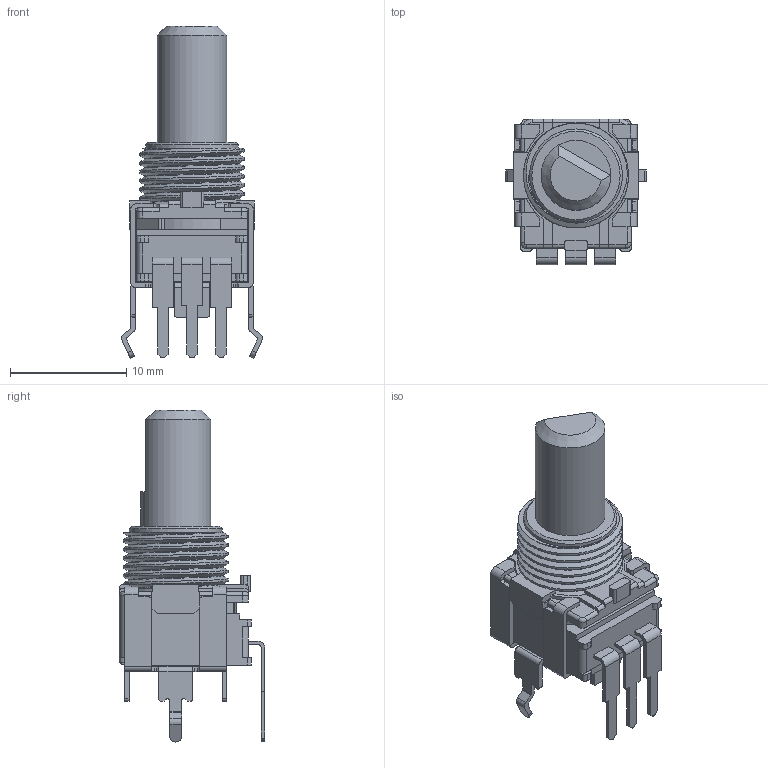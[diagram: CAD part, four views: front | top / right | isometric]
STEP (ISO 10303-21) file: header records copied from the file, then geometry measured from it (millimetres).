
FILE_DESCRIPTION((' '),'2;1');
FILE_NAME( 'RK09L1140-F15-C0.stp', '2022-08-29T14:49:59', (' '), ('--- Datakit www.datakit.com---'), ' Datakit CrossCadWare V2022.3 Jun 15 2022', 'DATAKIT 2022 (c)', ' ');
FILE_SCHEMA(('AP242_MANAGED_MODEL_BASED_3D_ENGINEERING_MIM_LF { 1 0 10303 442 1 1 4 }'));
Length unit declared in the file: millimetre
Products named in the file (1): RK09L1140-F15-C0
Bounding box: 12.1 x 12.5 x 28.5 mm (x, y, z)
Volume: 1323.5 mm3; surface area: 1363.7 mm2
Topology: 1 solids, 1 shells, 382 faces, 1104 edges, 722 vertices
Faces by surface type: plane 234, cylinder 135, bspline 7, torus 4, cone 2
Full cylindrical faces by diameter (mm): 6 x1, 7.98 x1
Entity records: 15707 total; most frequent: CARTESIAN_POINT 5124, ORIENTED_EDGE 2200, DIRECTION 2092, EDGE_CURVE 1100, VECTOR 776, LINE 776, VERTEX_POINT 721, AXIS2_PLACEMENT_3D 658
